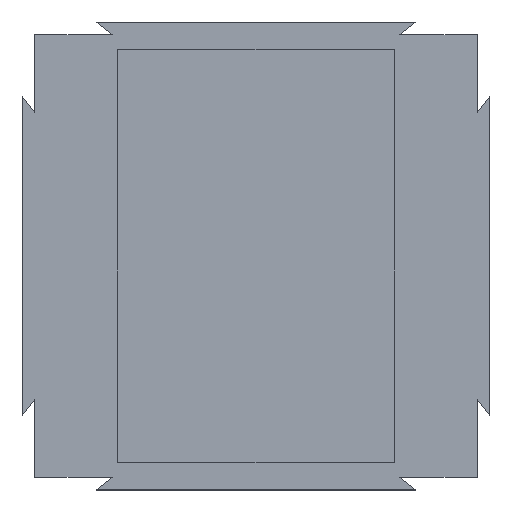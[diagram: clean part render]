
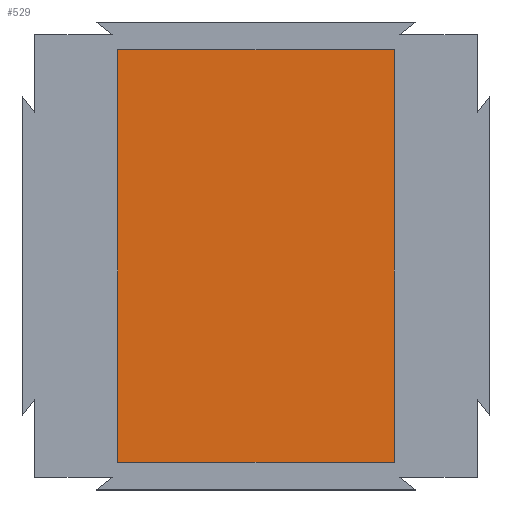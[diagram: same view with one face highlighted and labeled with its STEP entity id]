
A CAD part, top view. The second image highlights one B-rep face of the part: STEP entity #529.
In plain terms, the highlighted planar face has unit normal (0, 0, 1).
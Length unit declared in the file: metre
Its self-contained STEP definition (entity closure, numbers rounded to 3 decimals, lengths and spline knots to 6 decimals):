
#152=ORIENTED_EDGE('',*,*,#221,.T.);
#153=ORIENTED_EDGE('',*,*,#224,.T.);
#154=ORIENTED_EDGE('',*,*,#226,.F.);
#155=ORIENTED_EDGE('',*,*,#227,.F.);
#221=EDGE_CURVE('',#273,#272,#341,.T.);
#224=EDGE_CURVE('',#272,#274,#344,.T.);
#226=EDGE_CURVE('',#275,#274,#346,.T.);
#227=EDGE_CURVE('',#273,#275,#347,.T.);
#272=VERTEX_POINT('',#831);
#273=VERTEX_POINT('',#833);
#274=VERTEX_POINT('',#837);
#275=VERTEX_POINT('',#841);
#341=LINE('',#832,#413);
#344=LINE('',#838,#416);
#346=LINE('',#842,#418);
#347=LINE('',#844,#419);
#413=VECTOR('',#683,1.);
#416=VECTOR('',#688,1.);
#418=VECTOR('',#692,1.);
#419=VECTOR('',#695,1.);
#447=EDGE_LOOP('',(#152,#153,#154,#155));
#475=FACE_BOUND('',#447,.T.);
#502=PLANE('',#569);
#529=ADVANCED_FACE('',(#475),#502,.T.);
#569=AXIS2_PLACEMENT_3D('',#845,#696,#697);
#683=DIRECTION('',(-1.,0.,0.));
#688=DIRECTION('',(0.,-1.,0.));
#692=DIRECTION('',(-1.,0.,0.));
#695=DIRECTION('',(0.,-1.,0.));
#696=DIRECTION('',(0.,0.,1.));
#697=DIRECTION('',(1.,0.,0.));
#831=CARTESIAN_POINT('',(-0.0429,0.064025,0.002));
#832=CARTESIAN_POINT('',(0.,0.064025,0.002));
#833=CARTESIAN_POINT('',(0.0429,0.064025,0.002));
#837=CARTESIAN_POINT('',(-0.0429,-0.064025,0.002));
#838=CARTESIAN_POINT('',(-0.0429,0.,0.002));
#841=CARTESIAN_POINT('',(0.0429,-0.064025,0.002));
#842=CARTESIAN_POINT('',(0.,-0.064025,0.002));
#844=CARTESIAN_POINT('',(0.0429,0.,0.002));
#845=CARTESIAN_POINT('',(0.,0.,0.002));
